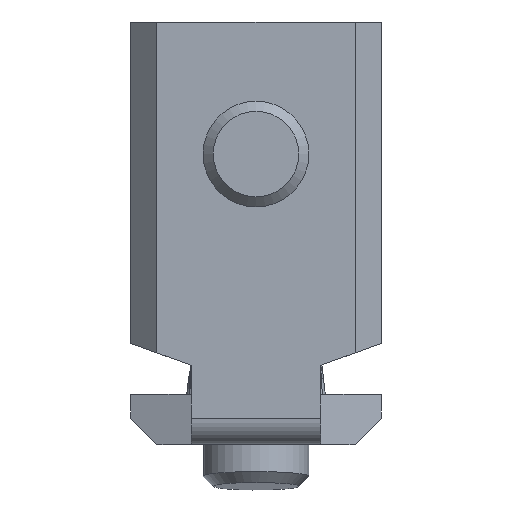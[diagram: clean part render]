
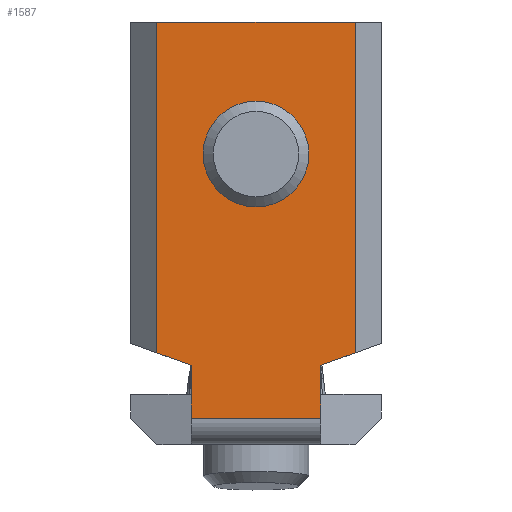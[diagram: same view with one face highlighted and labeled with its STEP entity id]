
A CAD part, front view. The second image highlights one B-rep face of the part: STEP entity #1587.
In plain terms, the highlighted planar face has unit normal (0, -1, 0).
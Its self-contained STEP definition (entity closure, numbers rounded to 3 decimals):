
#103=CIRCLE('',#1727,3.4);
#104=CIRCLE('',#1728,3.4);
#122=FACE_BOUND('',#250,.T.);
#158=FACE_OUTER_BOUND('',#249,.T.);
#249=EDGE_LOOP('',(#1245,#1246,#1247,#1248,#1249,#1250,#1251,#1252));
#250=EDGE_LOOP('',(#1253,#1254));
#329=LINE('',#2249,#502);
#364=LINE('',#2441,#537);
#382=LINE('',#2484,#555);
#410=LINE('',#2548,#583);
#425=LINE('',#2584,#598);
#427=LINE('',#2588,#600);
#428=LINE('',#2589,#601);
#429=LINE('',#2590,#602);
#502=VECTOR('',#1827,1000.);
#537=VECTOR('',#1874,1000.);
#555=VECTOR('',#1898,1000.);
#583=VECTOR('',#1964,1000.);
#598=VECTOR('',#2003,1000.);
#600=VECTOR('',#2007,1000.);
#601=VECTOR('',#2008,1000.);
#602=VECTOR('',#2009,1000.);
#677=VERTEX_POINT('',#2246);
#678=VERTEX_POINT('',#2248);
#712=VERTEX_POINT('',#2438);
#713=VERTEX_POINT('',#2440);
#745=VERTEX_POINT('',#2545);
#746=VERTEX_POINT('',#2547);
#755=VERTEX_POINT('',#2583);
#756=VERTEX_POINT('',#2587);
#757=VERTEX_POINT('',#2591);
#758=VERTEX_POINT('',#2592);
#829=EDGE_CURVE('',#677,#678,#329,.T.);
#870=EDGE_CURVE('',#713,#712,#364,.T.);
#892=EDGE_CURVE('',#713,#677,#382,.T.);
#925=EDGE_CURVE('',#746,#745,#410,.T.);
#944=EDGE_CURVE('',#755,#678,#425,.T.);
#946=EDGE_CURVE('',#756,#712,#427,.T.);
#947=EDGE_CURVE('',#746,#756,#428,.T.);
#948=EDGE_CURVE('',#755,#745,#429,.T.);
#949=EDGE_CURVE('',#757,#758,#103,.T.);
#950=EDGE_CURVE('',#758,#757,#104,.T.);
#1245=ORIENTED_EDGE('',*,*,#944,.T.);
#1246=ORIENTED_EDGE('',*,*,#829,.F.);
#1247=ORIENTED_EDGE('',*,*,#892,.F.);
#1248=ORIENTED_EDGE('',*,*,#870,.T.);
#1249=ORIENTED_EDGE('',*,*,#946,.F.);
#1250=ORIENTED_EDGE('',*,*,#947,.F.);
#1251=ORIENTED_EDGE('',*,*,#925,.T.);
#1252=ORIENTED_EDGE('',*,*,#948,.F.);
#1253=ORIENTED_EDGE('',*,*,#949,.F.);
#1254=ORIENTED_EDGE('',*,*,#950,.F.);
#1524=PLANE('',#1726);
#1587=ADVANCED_FACE('',(#158,#122),#1524,.F.);
#1726=AXIS2_PLACEMENT_3D('',#2586,#2005,#2006);
#1727=AXIS2_PLACEMENT_3D('',#2593,#2010,#2011);
#1728=AXIS2_PLACEMENT_3D('',#2594,#2012,#2013);
#1827=DIRECTION('',(0.,0.,1.));
#1874=DIRECTION('',(0.,0.,1.));
#1898=DIRECTION('',(-1.,0.,0.));
#1964=DIRECTION('',(-1.,0.,0.));
#2003=DIRECTION('',(0.94,0.,-0.342));
#2005=DIRECTION('center_axis',(0.,1.,0.));
#2006=DIRECTION('ref_axis',(0.,0.,1.));
#2007=DIRECTION('',(-0.94,0.,-0.342));
#2008=DIRECTION('',(0.,0.,-1.));
#2009=DIRECTION('',(0.,0.,1.));
#2010=DIRECTION('center_axis',(0.,-1.,0.));
#2011=DIRECTION('ref_axis',(0.,0.,1.));
#2012=DIRECTION('center_axis',(0.,-1.,0.));
#2013=DIRECTION('ref_axis',(0.,0.,1.));
#2246=CARTESIAN_POINT('',(-4.9,0.,2.));
#2248=CARTESIAN_POINT('',(-4.9,0.,6.));
#2249=CARTESIAN_POINT('',(-4.9,0.,9.8));
#2438=CARTESIAN_POINT('',(4.9,0.,6.));
#2440=CARTESIAN_POINT('',(4.9,0.,2.));
#2441=CARTESIAN_POINT('',(4.9,0.,9.8));
#2484=CARTESIAN_POINT('',(4.9,0.,2.));
#2545=CARTESIAN_POINT('',(-7.5,0.,32.));
#2547=CARTESIAN_POINT('',(7.5,0.,32.));
#2548=CARTESIAN_POINT('',(4.9,0.,32.));
#2583=CARTESIAN_POINT('',(-7.5,0.,6.946));
#2584=CARTESIAN_POINT('',(-9.5,0.,7.674));
#2586=CARTESIAN_POINT('Origin',(4.9,0.,32.));
#2587=CARTESIAN_POINT('',(7.5,0.,6.946));
#2588=CARTESIAN_POINT('',(7.5,0.,6.946));
#2589=CARTESIAN_POINT('',(7.5,0.,32.));
#2590=CARTESIAN_POINT('',(-7.5,0.,32.));
#2591=CARTESIAN_POINT('',(0.,0.,25.4));
#2592=CARTESIAN_POINT('',(0.,0.,18.6));
#2593=CARTESIAN_POINT('Origin',(0.,0.,22.));
#2594=CARTESIAN_POINT('Origin',(0.,0.,22.));
